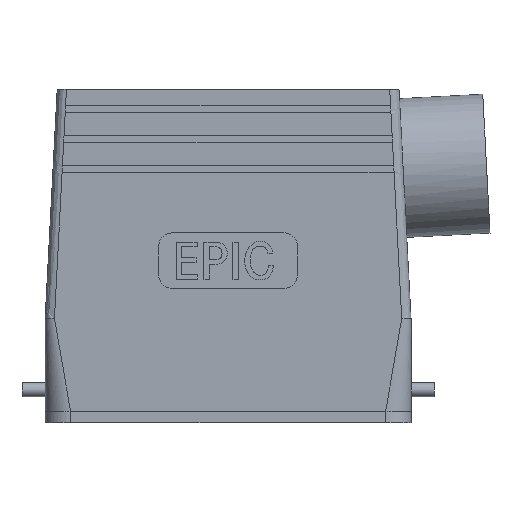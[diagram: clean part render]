
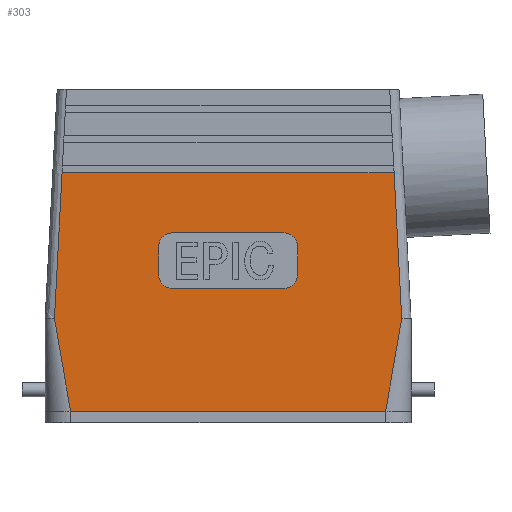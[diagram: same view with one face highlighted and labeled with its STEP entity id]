
A CAD part, left-side view. The second image highlights one B-rep face of the part: STEP entity #303.
In plain terms, the highlighted planar face has unit normal (-1, 0, -0.021).
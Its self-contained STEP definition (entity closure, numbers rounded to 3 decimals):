
#303 = ADVANCED_FACE( '', ( #714, #715 ), #716, .F. );
#714 = FACE_BOUND( '', #1316, .T. );
#715 = FACE_OUTER_BOUND( '', #1317, .T. );
#716 = PLANE( '', #1318 );
#1316 = EDGE_LOOP( '', ( #2382, #2383, #2384, #2385, #2386, #2387, #2388, #2389 ) );
#1317 = EDGE_LOOP( '', ( #2390, #2391, #2392, #2393, #2394, #2395 ) );
#1318 = AXIS2_PLACEMENT_3D( '', #2396, #2397, #2398 );
#2382 = ORIENTED_EDGE( '', *, *, #3669, .T. );
#2383 = ORIENTED_EDGE( '', *, *, #3602, .F. );
#2384 = ORIENTED_EDGE( '', *, *, #3563, .F. );
#2385 = ORIENTED_EDGE( '', *, *, #3452, .F. );
#2386 = ORIENTED_EDGE( '', *, *, #3670, .F. );
#2387 = ORIENTED_EDGE( '', *, *, #3615, .F. );
#2388 = ORIENTED_EDGE( '', *, *, #3558, .T. );
#2389 = ORIENTED_EDGE( '', *, *, #3671, .T. );
#2390 = ORIENTED_EDGE( '', *, *, #3394, .T. );
#2391 = ORIENTED_EDGE( '', *, *, #3672, .F. );
#2392 = ORIENTED_EDGE( '', *, *, #3673, .F. );
#2393 = ORIENTED_EDGE( '', *, *, #3674, .F. );
#2394 = ORIENTED_EDGE( '', *, *, #3675, .T. );
#2395 = ORIENTED_EDGE( '', *, *, #3676, .T. );
#2396 = CARTESIAN_POINT( '', ( -14.75, 39.5, 0. ) );
#2397 = DIRECTION( '', ( 1., 0., 0.021 ) );
#2398 = DIRECTION( '', ( 0.021, 0., -1. ) );
#3394 = EDGE_CURVE( '', #3963, #3960, #3964, .T. );
#3452 = EDGE_CURVE( '', #4069, #4070, #4071, .T. );
#3558 = EDGE_CURVE( '', #4247, #4248, #4249, .F. );
#3563 = EDGE_CURVE( '', #4070, #4256, #4257, .F. );
#3602 = EDGE_CURVE( '', #4256, #4317, #4318, .T. );
#3615 = EDGE_CURVE( '', #4247, #4337, #4338, .T. );
#3669 = EDGE_CURVE( '', #4422, #4317, #4423, .F. );
#3670 = EDGE_CURVE( '', #4337, #4069, #4424, .F. );
#3671 = EDGE_CURVE( '', #4248, #4422, #4425, .T. );
#3672 = EDGE_CURVE( '', #4426, #3960, #4427, .F. );
#3673 = EDGE_CURVE( '', #4428, #4426, #4429, .T. );
#3674 = EDGE_CURVE( '', #4213, #4428, #4430, .T. );
#3675 = EDGE_CURVE( '', #4213, #4431, #4432, .T. );
#3676 = EDGE_CURVE( '', #4431, #3963, #4433, .F. );
#3960 = VERTEX_POINT( '', #4786 );
#3963 = VERTEX_POINT( '', #4808 );
#3964 = LINE( '', #4809, #4810 );
#4069 = VERTEX_POINT( '', #5054 );
#4070 = VERTEX_POINT( '', #5055 );
#4071 = LINE( '', #5056, #5057 );
#4213 = VERTEX_POINT( '', #5353 );
#4247 = VERTEX_POINT( '', #5404 );
#4248 = VERTEX_POINT( '', #5405 );
#4249 = ELLIPSE( '', #5406, 3.001, 3. );
#4256 = VERTEX_POINT( '', #5415 );
#4257 = ELLIPSE( '', #5416, 3.001, 3. );
#4317 = VERTEX_POINT( '', #5555 );
#4318 = LINE( '', #5556, #5557 );
#4337 = VERTEX_POINT( '', #5583 );
#4338 = LINE( '', #5584, #5585 );
#4422 = VERTEX_POINT( '', #5769 );
#4423 = ELLIPSE( '', #5770, 3.001, 3. );
#4424 = ELLIPSE( '', #5771, 3.001, 3. );
#4425 = LINE( '', #5772, #5773 );
#4426 = VERTEX_POINT( '', #5774 );
#4427 = B_SPLINE_CURVE_WITH_KNOTS( '', 3, ( #5775, #5776, #5777, #5778 ), .UNSPECIFIED., .F., .F., ( 4, 4 ), ( 0.562, 0.84 ), .UNSPECIFIED. );
#4428 = VERTEX_POINT( '', #5779 );
#4429 = B_SPLINE_CURVE_WITH_KNOTS( '', 3, ( #5780, #5781, #5782, #5783 ), .UNSPECIFIED., .F., .F., ( 4, 4 ), ( 0.473, 0.599 ), .UNSPECIFIED. );
#4430 = LINE( '', #5784, #5785 );
#4431 = VERTEX_POINT( '', #5786 );
#4432 = B_SPLINE_CURVE_WITH_KNOTS( '', 3, ( #5787, #5788, #5789, #5790 ), .UNSPECIFIED., .F., .F., ( 4, 4 ), ( 0.473, 0.599 ), .UNSPECIFIED. );
#4433 = B_SPLINE_CURVE_WITH_KNOTS( '', 3, ( #5791, #5792, #5793, #5794 ), .UNSPECIFIED., .F., .F., ( 4, 4 ), ( 0.562, 0.84 ), .UNSPECIFIED. );
#4786 = CARTESIAN_POINT( '', ( -14.75, -34.02, 0. ) );
#4808 = CARTESIAN_POINT( '', ( -14.75, 34.02, 0. ) );
#4809 = CARTESIAN_POINT( '', ( -14.75, 39.5, 0. ) );
#4810 = VECTOR( '', #6431, 1000. );
#5054 = CARTESIAN_POINT( '', ( -15.491, 15., 35.5 ) );
#5055 = CARTESIAN_POINT( '', ( -15.365, 15., 29.5 ) );
#5056 = CARTESIAN_POINT( '', ( -14.75, 15., 0. ) );
#5057 = VECTOR( '', #6477, 1000. );
#5353 = CARTESIAN_POINT( '', ( -15.824, 35.844, 51.5 ) );
#5404 = CARTESIAN_POINT( '', ( -15.553, -12., 38.5 ) );
#5405 = CARTESIAN_POINT( '', ( -15.491, -15., 35.5 ) );
#5406 = AXIS2_PLACEMENT_3D( '', #6554, #6555, #6556 );
#5415 = CARTESIAN_POINT( '', ( -15.303, 12., 26.5 ) );
#5416 = AXIS2_PLACEMENT_3D( '', #6562, #6563, #6564 );
#5555 = CARTESIAN_POINT( '', ( -15.303, -12., 26.5 ) );
#5556 = CARTESIAN_POINT( '', ( -15.303, 39.5, 26.5 ) );
#5557 = VECTOR( '', #6590, 1000. );
#5583 = CARTESIAN_POINT( '', ( -15.553, 12., 38.5 ) );
#5584 = CARTESIAN_POINT( '', ( -15.553, 39.5, 38.5 ) );
#5585 = VECTOR( '', #6604, 1000. );
#5769 = CARTESIAN_POINT( '', ( -15.365, -15., 29.5 ) );
#5770 = AXIS2_PLACEMENT_3D( '', #6657, #6658, #6659 );
#5771 = AXIS2_PLACEMENT_3D( '', #6660, #6661, #6662 );
#5772 = CARTESIAN_POINT( '', ( -14.75, -15., 0. ) );
#5773 = VECTOR( '', #6663, 1000. );
#5774 = CARTESIAN_POINT( '', ( -15.167, -37.496, 19.978 ) );
#5775 = CARTESIAN_POINT( '', ( -14.75, -34.02, 0. ) );
#5776 = CARTESIAN_POINT( '', ( -14.889, -35.179, 6.659 ) );
#5777 = CARTESIAN_POINT( '', ( -15.028, -36.337, 13.319 ) );
#5778 = CARTESIAN_POINT( '', ( -15.167, -37.496, 19.978 ) );
#5779 = CARTESIAN_POINT( '', ( -15.824, -35.844, 51.5 ) );
#5780 = CARTESIAN_POINT( '', ( -15.824, -35.844, 51.5 ) );
#5781 = CARTESIAN_POINT( '', ( -15.605, -36.395, 40.993 ) );
#5782 = CARTESIAN_POINT( '', ( -15.386, -36.946, 30.485 ) );
#5783 = CARTESIAN_POINT( '', ( -15.167, -37.496, 19.978 ) );
#5784 = CARTESIAN_POINT( '', ( -15.824, 39.5, 51.5 ) );
#5785 = VECTOR( '', #6664, 1000. );
#5786 = CARTESIAN_POINT( '', ( -15.167, 37.496, 19.978 ) );
#5787 = CARTESIAN_POINT( '', ( -15.824, 35.844, 51.5 ) );
#5788 = CARTESIAN_POINT( '', ( -15.605, 36.395, 40.993 ) );
#5789 = CARTESIAN_POINT( '', ( -15.386, 36.946, 30.485 ) );
#5790 = CARTESIAN_POINT( '', ( -15.167, 37.496, 19.978 ) );
#5791 = CARTESIAN_POINT( '', ( -14.75, 34.02, 0. ) );
#5792 = CARTESIAN_POINT( '', ( -14.889, 35.179, 6.659 ) );
#5793 = CARTESIAN_POINT( '', ( -15.028, 36.337, 13.319 ) );
#5794 = CARTESIAN_POINT( '', ( -15.167, 37.496, 19.978 ) );
#6431 = DIRECTION( '', ( 0., -1., 0. ) );
#6477 = DIRECTION( '', ( 0.021, 0., -1. ) );
#6554 = CARTESIAN_POINT( '', ( -15.491, -12., 35.5 ) );
#6555 = DIRECTION( '', ( -1., 0., -0.021 ) );
#6556 = DIRECTION( '', ( 0.021, 0., -1. ) );
#6562 = CARTESIAN_POINT( '', ( -15.365, 12., 29.5 ) );
#6563 = DIRECTION( '', ( 1., 0., 0.021 ) );
#6564 = DIRECTION( '', ( 0.021, 0., -1. ) );
#6590 = DIRECTION( '', ( 0., -1., 0. ) );
#6604 = DIRECTION( '', ( 0., 1., 0. ) );
#6657 = CARTESIAN_POINT( '', ( -15.365, -12., 29.5 ) );
#6658 = DIRECTION( '', ( -1., 0., -0.021 ) );
#6659 = DIRECTION( '', ( 0.021, 0., -1. ) );
#6660 = CARTESIAN_POINT( '', ( -15.491, 12., 35.5 ) );
#6661 = DIRECTION( '', ( 1., 0., 0.021 ) );
#6662 = DIRECTION( '', ( 0.021, 0., -1. ) );
#6663 = DIRECTION( '', ( 0.021, 0., -1. ) );
#6664 = DIRECTION( '', ( 0., -1., 0. ) );
